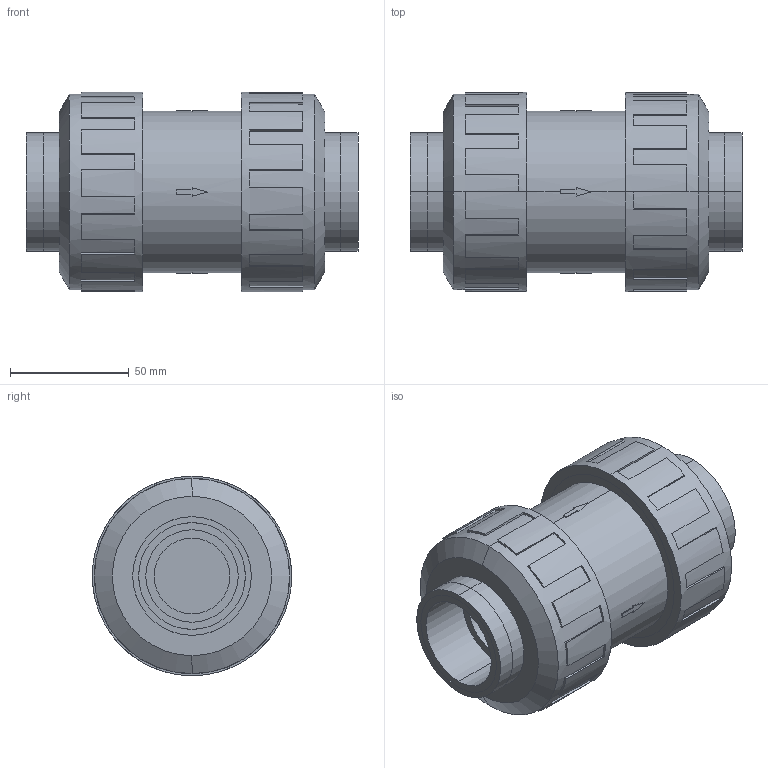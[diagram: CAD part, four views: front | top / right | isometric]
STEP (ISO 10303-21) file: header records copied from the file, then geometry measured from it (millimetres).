
FILE_DESCRIPTION(('STEP AP214'),'1');
FILE_NAME('cctmp_ADCDBB40-5CB3-40D0-A877-8ECC5E41CAE7_2021_10_22_10_35_54_0303..stp','2021-10-22T08:35:54',('Praher Valves GmbH'),('CADClick - www.CADClick.com'),'Spatial InterOp 3D',' ','unknown authorization');
FILE_SCHEMA(('AUTOMOTIVE_DESIGN'));
Length unit declared in the file: millimetre
Products named in the file (1): 121540
Bounding box: 140 x 84 x 84 mm (x, y, z)
Volume: 517964.3 mm3; surface area: 94031.6 mm2
Topology: 1 solids, 1 shells, 228 faces, 586 edges, 386 vertices
Faces by surface type: plane 170, cylinder 54, cone 4
Entity records: 8844 total; most frequent: DIRECTION 1282, CARTESIAN_POINT 1201, ORIENTED_EDGE 1172, EDGE_CURVE 586, AXIS2_PLACEMENT_3D 467, VERTEX_POINT 386, LINE 348, VECTOR 348
